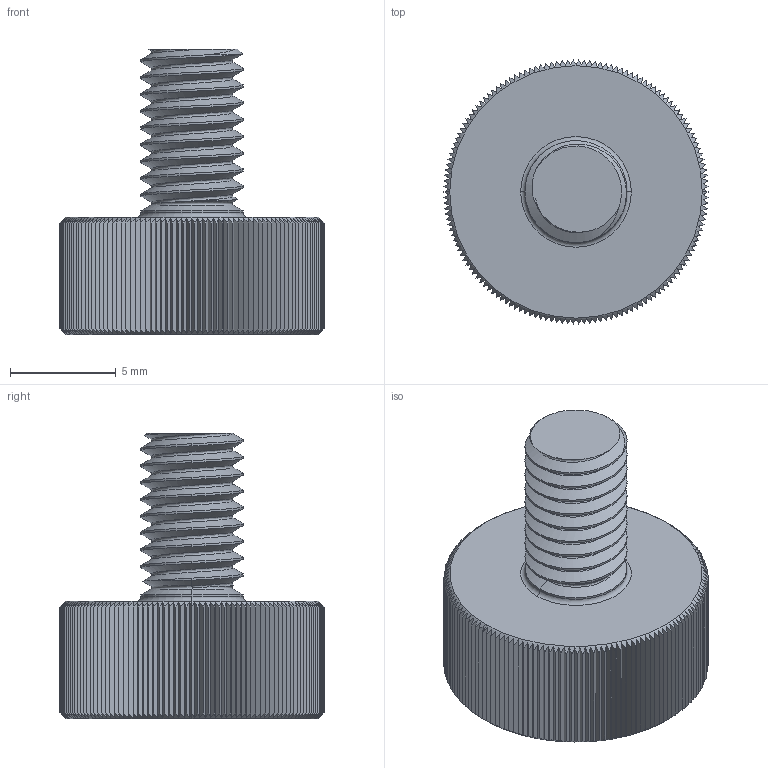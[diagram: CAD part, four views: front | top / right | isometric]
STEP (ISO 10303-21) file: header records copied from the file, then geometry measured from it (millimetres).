
FILE_DESCRIPTION (( 'STEP AP203' ), '1' );
FILE_NAME ('B005RTCA98.3D.STEP', '2013-07-22T09:49:05', ( '' ), ( '' ), 'SwSTEP 2.0', 'SolidWorks 2012', '' );
FILE_SCHEMA (( 'CONFIG_CONTROL_DESIGN' ));
Length unit declared in the file: inch
Products named in the file (1): B005RTCA98.3D
Bounding box: 12.5 x 12.49 x 13.49 mm (x, y, z)
Volume: 772.3 mm3; surface area: 829.1 mm2
Topology: 1 solids, 1 shells, 340 faces, 997 edges, 660 vertices
Faces by surface type: plane 303, cylinder 20, cone 9, bspline 6, torus 2
Entity records: 13547 total; most frequent: CARTESIAN_POINT 5781, ORIENTED_EDGE 1994, DIRECTION 1035, EDGE_CURVE 997, VERTEX_POINT 660, B_SPLINE_CURVE_WITH_KNOTS 614, AXIS2_PLACEMENT_3D 354, EDGE_LOOP 341
